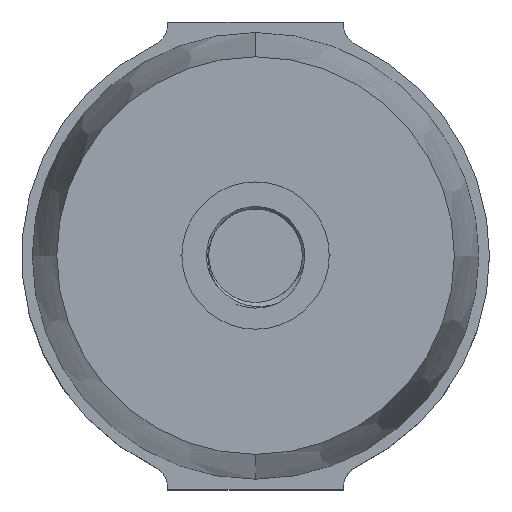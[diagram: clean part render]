
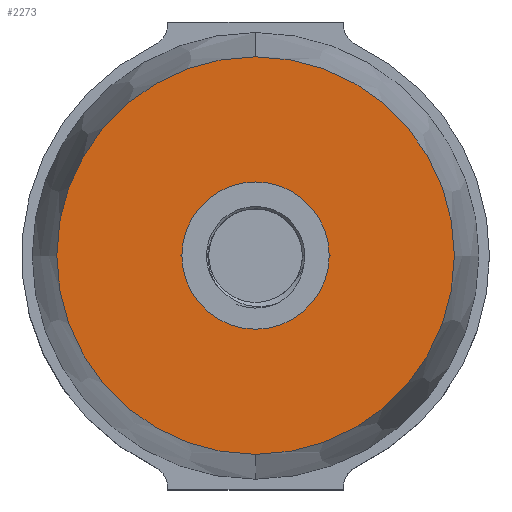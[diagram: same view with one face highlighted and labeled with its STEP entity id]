
A CAD part, top view. The second image highlights one B-rep face of the part: STEP entity #2273.
In plain terms, the highlighted planar face has unit normal (0, 0, 1).
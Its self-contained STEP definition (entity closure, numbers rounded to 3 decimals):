
#61 = VERTEX_POINT ( 'NONE', #3979 ) ;
#204 = VERTEX_POINT ( 'NONE', #4037 ) ;
#360 = VERTEX_POINT ( 'NONE', #8025 ) ;
#427 = CIRCLE ( 'NONE', #1376, 6.3 ) ;
#496 = AXIS2_PLACEMENT_3D ( 'NONE', #4302, #2484, #1134 ) ;
#502 = ORIENTED_EDGE ( 'NONE', *, *, #7496, .F. ) ;
#591 = FACE_BOUND ( 'NONE', #2717, .T. ) ;
#1134 = DIRECTION ( 'NONE',  ( 0., 1., 0. ) ) ;
#1137 = DIRECTION ( 'NONE',  ( -1., 0., 0. ) ) ;
#1215 = DIRECTION ( 'NONE',  ( 0., 0., 1. ) ) ;
#1221 = AXIS2_PLACEMENT_3D ( 'NONE', #1947, #3181, #4441 ) ;
#1376 = AXIS2_PLACEMENT_3D ( 'NONE', #3739, #1215, #1137 ) ;
#1536 = AXIS2_PLACEMENT_3D ( 'NONE', #2821, #5959, #7791 ) ;
#1883 = EDGE_CURVE ( 'NONE', #61, #204, #6835, .T. ) ;
#1947 = CARTESIAN_POINT ( 'NONE',  ( 0., 0., 20. ) ) ;
#2212 = CIRCLE ( 'NONE', #1536, 17. ) ;
#2273 = ADVANCED_FACE ( 'NONE', ( #591, #7117 ), #5680, .F. ) ;
#2484 = DIRECTION ( 'NONE',  ( 0., 0., -1. ) ) ;
#2717 = EDGE_LOOP ( 'NONE', ( #7803, #502 ) ) ;
#2821 = CARTESIAN_POINT ( 'NONE',  ( 0., 0., 20. ) ) ;
#2849 = CIRCLE ( 'NONE', #1221, 17. ) ;
#2905 = ORIENTED_EDGE ( 'NONE', *, *, #6499, .T. ) ;
#3181 = DIRECTION ( 'NONE',  ( 0., 0., 1. ) ) ;
#3201 = VERTEX_POINT ( 'NONE', #4755 ) ;
#3206 = ORIENTED_EDGE ( 'NONE', *, *, #7638, .T. ) ;
#3254 = AXIS2_PLACEMENT_3D ( 'NONE', #5449, #4762, #6616 ) ;
#3739 = CARTESIAN_POINT ( 'NONE',  ( 0., 0., 20. ) ) ;
#3979 = CARTESIAN_POINT ( 'NONE',  ( -6.3, 0., 20. ) ) ;
#4037 = CARTESIAN_POINT ( 'NONE',  ( 6.3, 0., 20. ) ) ;
#4302 = CARTESIAN_POINT ( 'NONE',  ( 0., 17., 20. ) ) ;
#4441 = DIRECTION ( 'NONE',  ( 0., -1., 0. ) ) ;
#4755 = CARTESIAN_POINT ( 'NONE',  ( 0., -17., 20. ) ) ;
#4762 = DIRECTION ( 'NONE',  ( 0., 0., 1. ) ) ;
#5325 = EDGE_LOOP ( 'NONE', ( #3206, #2905 ) ) ;
#5449 = CARTESIAN_POINT ( 'NONE',  ( 0., 0., 20. ) ) ;
#5680 = PLANE ( 'NONE',  #496 ) ;
#5959 = DIRECTION ( 'NONE',  ( 0., 0., 1. ) ) ;
#6499 = EDGE_CURVE ( 'NONE', #3201, #360, #2212, .T. ) ;
#6616 = DIRECTION ( 'NONE',  ( -1., 0., 0. ) ) ;
#6835 = CIRCLE ( 'NONE', #3254, 6.3 ) ;
#7117 = FACE_OUTER_BOUND ( 'NONE', #5325, .T. ) ;
#7496 = EDGE_CURVE ( 'NONE', #204, #61, #427, .T. ) ;
#7638 = EDGE_CURVE ( 'NONE', #360, #3201, #2849, .T. ) ;
#7791 = DIRECTION ( 'NONE',  ( 0., -1., 0. ) ) ;
#7803 = ORIENTED_EDGE ( 'NONE', *, *, #1883, .F. ) ;
#8025 = CARTESIAN_POINT ( 'NONE',  ( 0., 17., 20. ) ) ;
